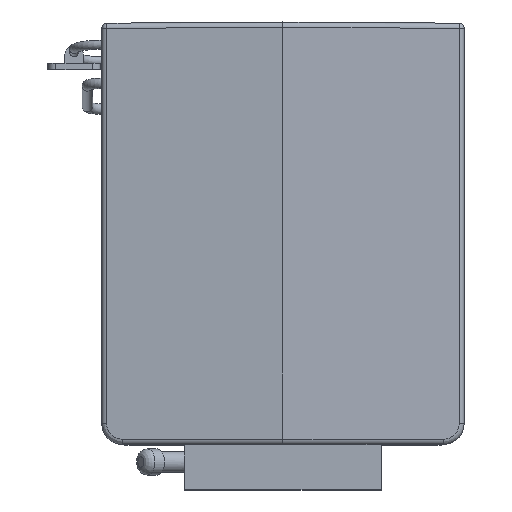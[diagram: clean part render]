
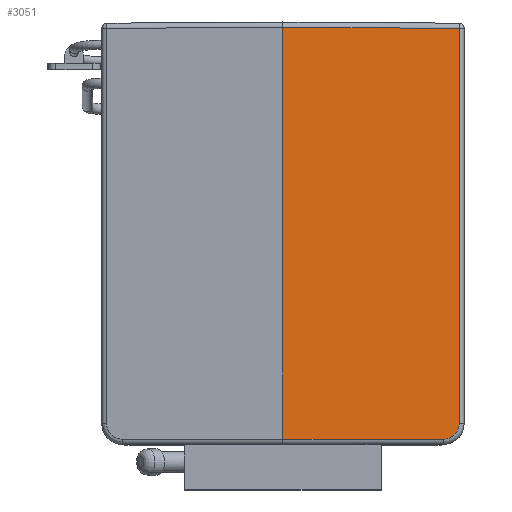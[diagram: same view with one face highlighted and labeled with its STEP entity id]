
A CAD part, top view. The second image highlights one B-rep face of the part: STEP entity #3051.
In plain terms, the highlighted planar face has unit normal (0.058, 0, 0.998).
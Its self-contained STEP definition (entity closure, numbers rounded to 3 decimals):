
#61=ELLIPSE('',#3272,60.101,60.);
#103=PLANE('',#3271);
#208=FACE_OUTER_BOUND('',#384,.T.);
#384=EDGE_LOOP('',(#2154,#2155,#2156,#2157,#2158));
#598=LINE('',#4679,#887);
#599=LINE('',#4682,#888);
#600=LINE('',#4684,#889);
#601=LINE('',#4687,#890);
#887=VECTOR('',#3720,10.);
#888=VECTOR('',#3723,10.);
#889=VECTOR('',#3724,10.);
#890=VECTOR('',#3727,10.);
#1308=VERTEX_POINT('',#4671);
#1311=VERTEX_POINT('',#4677);
#1312=VERTEX_POINT('',#4681);
#1313=VERTEX_POINT('',#4683);
#1314=VERTEX_POINT('',#4685);
#1635=EDGE_CURVE('',#1308,#1311,#598,.T.);
#1636=EDGE_CURVE('',#1308,#1312,#599,.T.);
#1637=EDGE_CURVE('',#1313,#1311,#600,.T.);
#1638=EDGE_CURVE('',#1314,#1313,#61,.T.);
#1639=EDGE_CURVE('',#1312,#1314,#601,.T.);
#2154=ORIENTED_EDGE('',*,*,#1636,.F.);
#2155=ORIENTED_EDGE('',*,*,#1635,.T.);
#2156=ORIENTED_EDGE('',*,*,#1637,.F.);
#2157=ORIENTED_EDGE('',*,*,#1638,.F.);
#2158=ORIENTED_EDGE('',*,*,#1639,.F.);
#3051=ADVANCED_FACE('',(#208),#103,.T.);
#3271=AXIS2_PLACEMENT_3D('',#4680,#3721,#3722);
#3272=AXIS2_PLACEMENT_3D('',#4686,#3725,#3726);
#3720=DIRECTION('',(0.,-1.,0.));
#3721=DIRECTION('center_axis',(0.058,0.,0.998));
#3722=DIRECTION('ref_axis',(-0.998,0.,0.058));
#3723=DIRECTION('',(0.998,-0.006,-0.058));
#3724=DIRECTION('',(-0.998,0.,0.058));
#3725=DIRECTION('center_axis',(-0.058,0.,-0.998));
#3726=DIRECTION('ref_axis',(0.998,0.,-0.058));
#3727=DIRECTION('',(0.,-1.,0.));
#4671=CARTESIAN_POINT('',(0.,788.77,1210.));
#4677=CARTESIAN_POINT('',(0.,-780.,1210.));
#4679=CARTESIAN_POINT('',(0.,90.,1210.));
#4680=CARTESIAN_POINT('Origin',(690.,90.,1170.));
#4681=CARTESIAN_POINT('',(671.157,784.446,1171.092));
#4682=CARTESIAN_POINT('',(355.345,786.481,1189.4));
#4683=CARTESIAN_POINT('',(611.157,-780.,1174.571));
#4684=CARTESIAN_POINT('',(349.373,-780.,1189.746));
#4685=CARTESIAN_POINT('',(671.157,-720.,1171.092));
#4686=CARTESIAN_POINT('Origin',(611.157,-720.,1174.571));
#4687=CARTESIAN_POINT('',(671.157,90.,1171.092));
